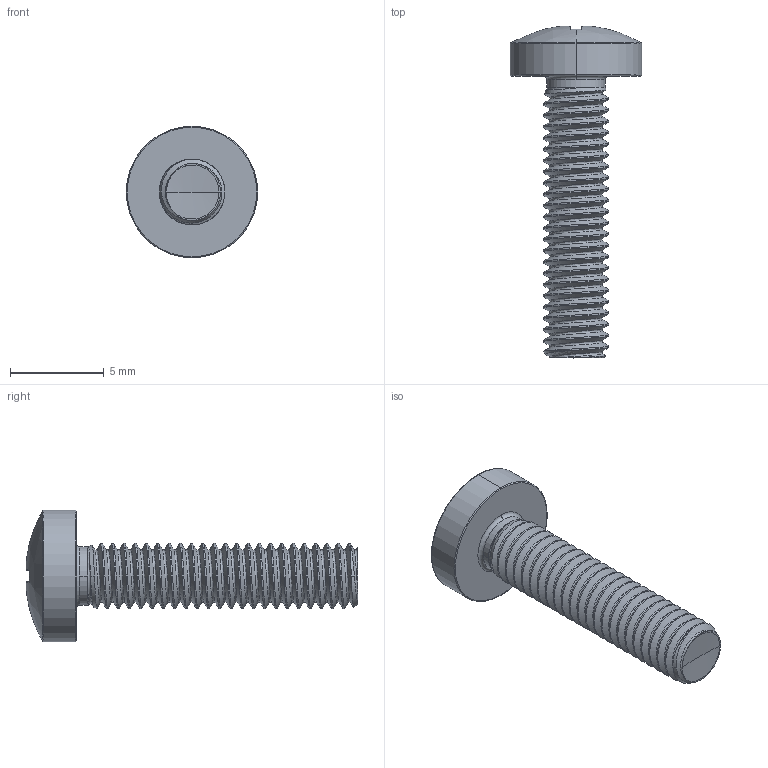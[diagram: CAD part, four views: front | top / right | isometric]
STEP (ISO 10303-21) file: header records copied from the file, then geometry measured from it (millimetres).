
FILE_DESCRIPTION (( 'STEP AP203' ), '1' );
FILE_NAME ('STM320350150.STEP', '2020-12-24T15:22:19', ( '' ), ( '' ), 'SwSTEP 2.0', 'SolidWorks 2015', '' );
FILE_SCHEMA (( 'CONFIG_CONTROL_DESIGN' ));
Length unit declared in the file: millimetre
Products named in the file (2): STM320350150
Bounding box: 7 x 17.66 x 7 mm (x, y, z)
Volume: 195.7 mm3; surface area: 372.7 mm2
Topology: 1 solids, 1 shells, 208 faces, 498 edges, 291 vertices
Faces by surface type: cylinder 70, bspline 46, torus 33, sphere 28, plane 22, cone 9
Entity records: 25718 total; most frequent: CARTESIAN_POINT 21316, ORIENTED_EDGE 992, DIRECTION 817, EDGE_CURVE 496, AXIS2_PLACEMENT_3D 360, VERTEX_POINT 291, EDGE_LOOP 209, ADVANCED_FACE 208
